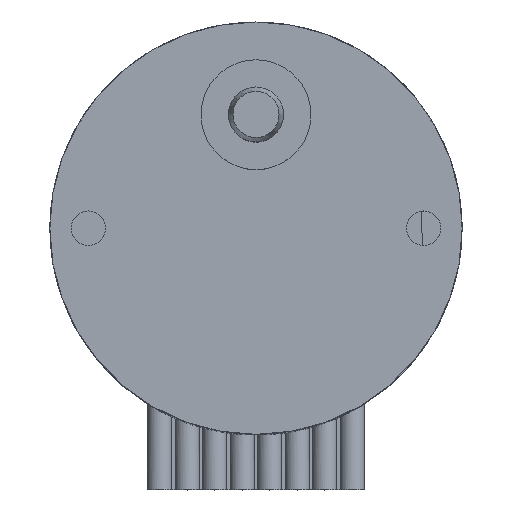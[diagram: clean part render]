
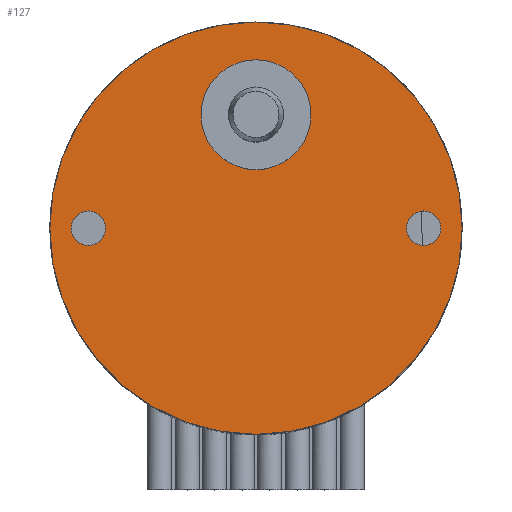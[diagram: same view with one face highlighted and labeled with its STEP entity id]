
A CAD part, top view. The second image highlights one B-rep face of the part: STEP entity #127.
In plain terms, the highlighted planar face has unit normal (0, 0, 1).
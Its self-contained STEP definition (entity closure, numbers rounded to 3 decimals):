
#39=FACE_BOUND('',#287,.T.);
#40=FACE_BOUND('',#288,.T.);
#41=FACE_BOUND('',#289,.T.);
#42=FACE_BOUND('',#290,.T.);
#127=ADVANCED_FACE('',(#39,#40,#41,#42),#175,.T.);
#175=PLANE('',#1236);
#287=EDGE_LOOP('',(#704));
#288=EDGE_LOOP('',(#705));
#289=EDGE_LOOP('',(#706));
#290=EDGE_LOOP('',(#707));
#704=ORIENTED_EDGE('',*,*,#1059,.F.);
#705=ORIENTED_EDGE('',*,*,#1060,.T.);
#706=ORIENTED_EDGE('',*,*,#1061,.T.);
#707=ORIENTED_EDGE('',*,*,#1057,.F.);
#913=VERTEX_POINT('',#2087);
#915=VERTEX_POINT('',#2092);
#916=VERTEX_POINT('',#2094);
#917=VERTEX_POINT('',#2096);
#1057=EDGE_CURVE('',#913,#913,#1133,.T.);
#1059=EDGE_CURVE('',#915,#915,#1135,.T.);
#1060=EDGE_CURVE('',#916,#916,#1136,.T.);
#1061=EDGE_CURVE('',#917,#917,#1137,.T.);
#1133=CIRCLE('',#1230,7.5);
#1135=CIRCLE('',#1233,2.);
#1136=CIRCLE('',#1234,0.625);
#1137=CIRCLE('',#1235,0.625);
#1230=AXIS2_PLACEMENT_3D('',#2086,#1513,#1514);
#1233=AXIS2_PLACEMENT_3D('',#2091,#1519,#1520);
#1234=AXIS2_PLACEMENT_3D('',#2093,#1521,#1522);
#1235=AXIS2_PLACEMENT_3D('',#2095,#1523,#1524);
#1236=AXIS2_PLACEMENT_3D('',#2097,#1525,#1526);
#1513=DIRECTION('',(0.,0.,-1.));
#1514=DIRECTION('',(1.,0.,0.));
#1519=DIRECTION('',(0.,0.,1.));
#1520=DIRECTION('',(1.,0.,0.));
#1521=DIRECTION('',(0.,0.,-1.));
#1522=DIRECTION('',(1.,0.,0.));
#1523=DIRECTION('',(0.,0.,-1.));
#1524=DIRECTION('',(-1.,0.,0.));
#1525=DIRECTION('',(0.,0.,1.));
#1526=DIRECTION('',(1.,0.,0.));
#2086=CARTESIAN_POINT('',(0.,0.,0.));
#2087=CARTESIAN_POINT('',(7.5,0.,0.));
#2091=CARTESIAN_POINT('',(0.,4.125,0.));
#2092=CARTESIAN_POINT('',(2.,4.125,0.));
#2093=CARTESIAN_POINT('',(6.1,0.,0.));
#2094=CARTESIAN_POINT('',(6.725,0.,0.));
#2095=CARTESIAN_POINT('',(-6.1,0.,0.));
#2096=CARTESIAN_POINT('',(-6.725,0.,0.));
#2097=CARTESIAN_POINT('',(0.,0.,0.));
